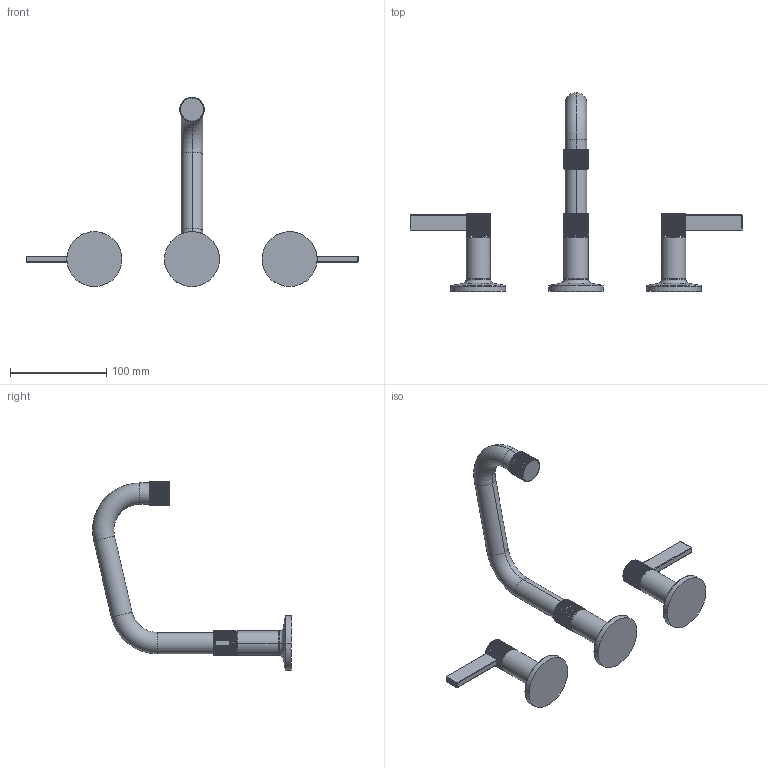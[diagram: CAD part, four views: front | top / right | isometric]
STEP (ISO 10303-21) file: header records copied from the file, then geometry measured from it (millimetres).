
FILE_DESCRIPTION((''),'2;1');
FILE_NAME('3230','2020-11-30T11:33:41',('jinson.thomas'),(''),'CREO PARAMETRIC BY PTC INC, 2018400','CREO PARAMETRIC BY PTC INC, 2018400','');
FILE_SCHEMA(('CONFIG_CONTROL_DESIGN'));
Length unit declared in the file: inch
Products named in the file (1): 3230
Bounding box: 345.44 x 206.85 x 196.85 mm (x, y, z)
Volume: 295862.3 mm3; surface area: 67717.5 mm2
Topology: 3 solids, 3 shells, 970 faces, 2769 edges, 1805 vertices
Faces by surface type: plane 572, cylinder 330, torus 46, sphere 16, bspline 6
Entity records: 36498 total; most frequent: CARTESIAN_POINT 12398, ORIENTED_EDGE 5506, DIRECTION 4526, EDGE_CURVE 2753, VERTEX_POINT 1805, AXIS2_PLACEMENT_3D 1727, VECTOR 1072, LINE 1072
